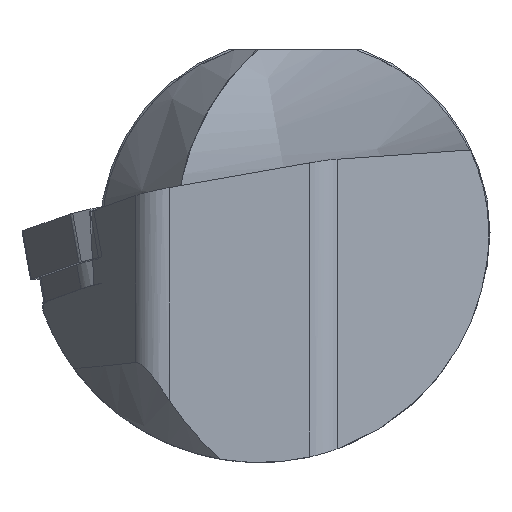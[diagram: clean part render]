
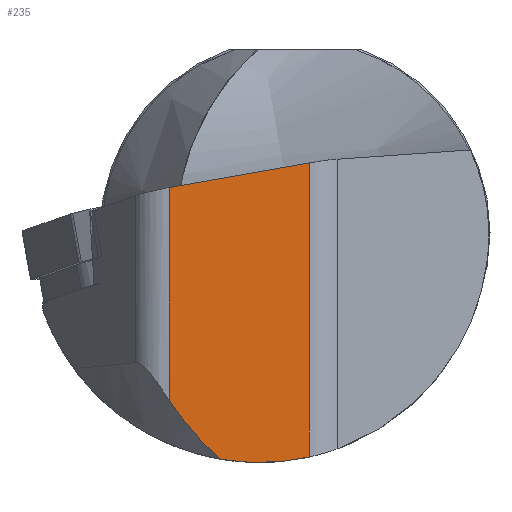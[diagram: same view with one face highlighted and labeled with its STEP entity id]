
A CAD part, left-side view. The second image highlights one B-rep face of the part: STEP entity #235.
In plain terms, the highlighted planar face has unit normal (-1, 0, 0).
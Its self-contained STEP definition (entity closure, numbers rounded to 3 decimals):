
#199=B_SPLINE_CURVE_WITH_KNOTS('',3,(#1783,#1784,#1785,#1786),
 .UNSPECIFIED.,.F.,.F.,(4,4),(0.,1.),.UNSPECIFIED.);
#235=ADVANCED_FACE('',(#323),#290,.F.);
#290=PLANE('',#1214);
#323=FACE_OUTER_BOUND('',#382,.T.);
#382=EDGE_LOOP('',(#535,#536,#537,#538,#539));
#438=CIRCLE('',#1205,29.45);
#439=CIRCLE('',#1213,38.837);
#535=ORIENTED_EDGE('',*,*,#941,.T.);
#536=ORIENTED_EDGE('',*,*,#942,.F.);
#537=ORIENTED_EDGE('',*,*,#943,.F.);
#538=ORIENTED_EDGE('',*,*,#944,.T.);
#539=ORIENTED_EDGE('',*,*,#927,.F.);
#820=VERTEX_POINT('',#1698);
#821=VERTEX_POINT('',#1700);
#829=VERTEX_POINT('',#1782);
#830=VERTEX_POINT('',#1787);
#831=VERTEX_POINT('',#1789);
#927=EDGE_CURVE('',#820,#821,#438,.T.);
#941=EDGE_CURVE('',#820,#829,#1073,.T.);
#942=EDGE_CURVE('',#830,#829,#199,.T.);
#943=EDGE_CURVE('',#831,#830,#1074,.T.);
#944=EDGE_CURVE('',#831,#821,#439,.T.);
#1073=LINE('',#1781,#1142);
#1074=LINE('',#1788,#1143);
#1142=VECTOR('',#1367,1.);
#1143=VECTOR('',#1368,1.);
#1205=AXIS2_PLACEMENT_3D('',#1699,#1346,#1347);
#1213=AXIS2_PLACEMENT_3D('',#1790,#1369,#1370);
#1214=AXIS2_PLACEMENT_3D('',#1791,#1371,#1372);
#1346=DIRECTION('',(1.,0.,0.));
#1347=DIRECTION('',(0.,0.,-1.));
#1367=DIRECTION('',(0.,0.,1.));
#1368=DIRECTION('',(0.,0.,1.));
#1369=DIRECTION('',(-1.,0.,0.));
#1370=DIRECTION('',(0.,0.,-1.));
#1371=DIRECTION('',(1.,0.,0.));
#1372=DIRECTION('',(0.,0.,-1.));
#1698=CARTESIAN_POINT('',(-272.516,-7.035,-28.921));
#1699=CARTESIAN_POINT('',(-272.516,-0.582,-0.187));
#1700=CARTESIAN_POINT('',(-272.516,4.365,-29.218));
#1781=CARTESIAN_POINT('',(-272.516,-7.035,580.492));
#1782=CARTESIAN_POINT('',(-272.516,-7.035,8.79));
#1783=CARTESIAN_POINT('',(-272.516,10.93,5.622));
#1784=CARTESIAN_POINT('',(-272.516,4.942,6.678));
#1785=CARTESIAN_POINT('',(-272.516,-1.046,7.735));
#1786=CARTESIAN_POINT('',(-272.516,-7.035,8.79));
#1787=CARTESIAN_POINT('',(-272.516,10.93,5.622));
#1788=CARTESIAN_POINT('',(-272.516,10.93,580.492));
#1789=CARTESIAN_POINT('',(-272.516,10.93,-21.658));
#1790=CARTESIAN_POINT('',(-272.516,-21.432,-0.187));
#1791=CARTESIAN_POINT('',(-272.516,-2.682,-0.187));
